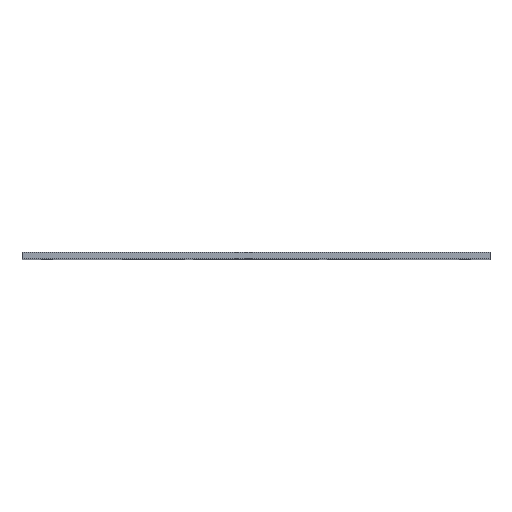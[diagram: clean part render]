
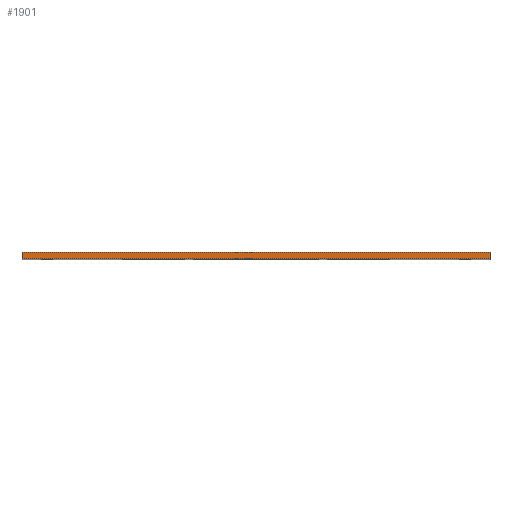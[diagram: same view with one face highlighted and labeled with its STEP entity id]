
A CAD part, top view. The second image highlights one B-rep face of the part: STEP entity #1901.
In plain terms, the highlighted planar face has unit normal (0, 0, 1).
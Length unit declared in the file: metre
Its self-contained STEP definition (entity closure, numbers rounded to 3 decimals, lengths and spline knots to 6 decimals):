
#358=ORIENTED_EDGE('',*,*,#786,.F.);
#359=ORIENTED_EDGE('',*,*,#727,.F.);
#360=ORIENTED_EDGE('',*,*,#787,.T.);
#361=ORIENTED_EDGE('',*,*,#732,.T.);
#727=EDGE_CURVE('',#941,#939,#1149,.T.);
#732=EDGE_CURVE('',#945,#944,#1154,.T.);
#786=EDGE_CURVE('',#939,#944,#1186,.T.);
#787=EDGE_CURVE('',#941,#945,#1187,.T.);
#939=VERTEX_POINT('',#2867);
#941=VERTEX_POINT('',#2871);
#944=VERTEX_POINT('',#2881);
#945=VERTEX_POINT('',#2883);
#1149=LINE('',#2872,#1355);
#1154=LINE('',#2882,#1360);
#1186=LINE('',#2986,#1392);
#1187=LINE('',#2987,#1393);
#1355=VECTOR('',#2322,1.);
#1360=VECTOR('',#2331,1.);
#1392=VECTOR('',#2461,1.);
#1393=VECTOR('',#2462,1.);
#1486=EDGE_LOOP('',(#358,#359,#360,#361));
#1664=FACE_BOUND('',#1486,.T.);
#1820=PLANE('',#2028);
#1901=ADVANCED_FACE('',(#1664),#1820,.T.);
#2028=AXIS2_PLACEMENT_3D('',#2985,#2459,#2460);
#2322=DIRECTION('',(0.,1.,0.));
#2331=DIRECTION('',(0.,1.,0.));
#2459=DIRECTION('',(0.,0.,1.));
#2460=DIRECTION('',(1.,0.,0.));
#2461=DIRECTION('',(1.,0.,0.));
#2462=DIRECTION('',(1.,0.,0.));
#2867=CARTESIAN_POINT('',(-0.17343,0.,0.173849));
#2871=CARTESIAN_POINT('',(-0.17343,-0.00475,0.173849));
#2872=CARTESIAN_POINT('',(-0.17343,-0.00475,0.173849));
#2881=CARTESIAN_POINT('',(0.18217,0.,0.173849));
#2882=CARTESIAN_POINT('',(0.18217,-0.00475,0.173849));
#2883=CARTESIAN_POINT('',(0.18217,-0.00475,0.173849));
#2985=CARTESIAN_POINT('',(0.00437,-0.00475,0.173849));
#2986=CARTESIAN_POINT('',(0.00437,0.,0.173849));
#2987=CARTESIAN_POINT('',(0.00437,-0.00475,0.173849));
